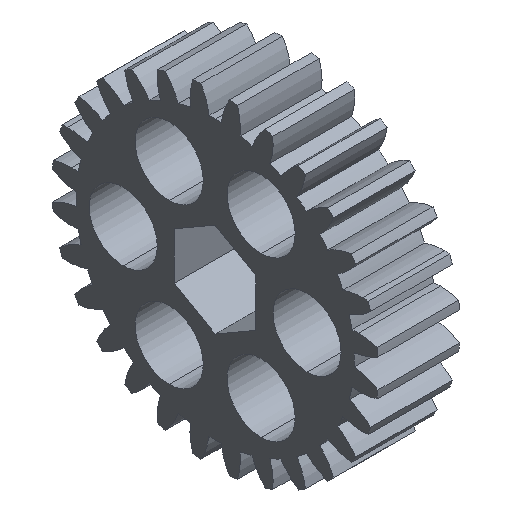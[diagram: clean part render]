
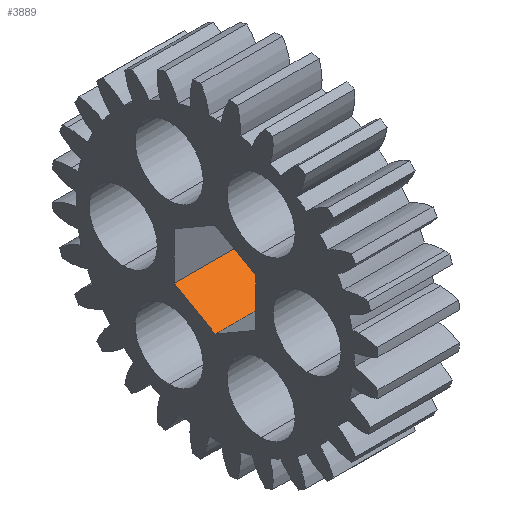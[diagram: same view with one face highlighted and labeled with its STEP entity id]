
A CAD part, isometric view. The second image highlights one B-rep face of the part: STEP entity #3889.
In plain terms, the highlighted planar face has unit normal (0, -0.5, 0.866).
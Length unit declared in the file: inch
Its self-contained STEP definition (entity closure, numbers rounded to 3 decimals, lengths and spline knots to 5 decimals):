
#58 = VECTOR ( 'NONE', #411, 39.37008 ) ;
#103 = EDGE_CURVE ( 'NONE', #2826, #4650, #4197, .T. ) ;
#305 = VERTEX_POINT ( 'NONE', #554 ) ;
#343 = ORIENTED_EDGE ( 'NONE', *, *, #1894, .T. ) ;
#411 = DIRECTION ( 'NONE',  ( 0., 0.866, 0.5 ) ) ;
#461 = LINE ( 'NONE', #4774, #4496 ) ;
#478 = DIRECTION ( 'NONE',  ( 1., 0., 0. ) ) ;
#497 = EDGE_LOOP ( 'NONE', ( #4554, #343, #602, #2785 ) ) ;
#554 = CARTESIAN_POINT ( 'NONE',  ( -1.27252, 0.48572, 0.5717 ) ) ;
#602 = ORIENTED_EDGE ( 'NONE', *, *, #2553, .F. ) ;
#711 = CARTESIAN_POINT ( 'NONE',  ( -1.67252, 0.29822, 0.46345 ) ) ;
#755 = DIRECTION ( 'NONE',  ( 0., 0.866, 0.5 ) ) ;
#1021 = AXIS2_PLACEMENT_3D ( 'NONE', #711, #3044, #755 ) ;
#1170 = FACE_OUTER_BOUND ( 'NONE', #497, .T. ) ;
#1427 = DIRECTION ( 'NONE',  ( 1., 0., 0. ) ) ;
#1453 = LINE ( 'NONE', #2046, #3233 ) ;
#1894 = EDGE_CURVE ( 'NONE', #3349, #305, #3960, .T. ) ;
#1923 = PLANE ( 'NONE',  #1021 ) ;
#2046 = CARTESIAN_POINT ( 'NONE',  ( -1.67252, 0.48572, 0.5717 ) ) ;
#2168 = DIRECTION ( 'NONE',  ( 0., 0.866, 0.5 ) ) ;
#2236 = EDGE_CURVE ( 'NONE', #2826, #3349, #461, .T. ) ;
#2456 = CARTESIAN_POINT ( 'NONE',  ( -1.67252, 0.29822, 0.46345 ) ) ;
#2553 = EDGE_CURVE ( 'NONE', #4650, #305, #1453, .T. ) ;
#2785 = ORIENTED_EDGE ( 'NONE', *, *, #103, .F. ) ;
#2826 = VERTEX_POINT ( 'NONE', #3067 ) ;
#3044 = DIRECTION ( 'NONE',  ( 0., 0.5, -0.866 ) ) ;
#3067 = CARTESIAN_POINT ( 'NONE',  ( -1.67252, 0.29822, 0.46345 ) ) ;
#3115 = CARTESIAN_POINT ( 'NONE',  ( -1.27252, 0.29822, 0.46345 ) ) ;
#3233 = VECTOR ( 'NONE', #478, 39.37008 ) ;
#3349 = VERTEX_POINT ( 'NONE', #3415 ) ;
#3415 = CARTESIAN_POINT ( 'NONE',  ( -1.27252, 0.29822, 0.46345 ) ) ;
#3889 = ADVANCED_FACE ( 'NONE', ( #1170 ), #1923, .F. ) ;
#3960 = LINE ( 'NONE', #3115, #58 ) ;
#4087 = VECTOR ( 'NONE', #2168, 39.37008 ) ;
#4151 = CARTESIAN_POINT ( 'NONE',  ( -1.67252, 0.48572, 0.5717 ) ) ;
#4197 = LINE ( 'NONE', #2456, #4087 ) ;
#4496 = VECTOR ( 'NONE', #1427, 39.37008 ) ;
#4554 = ORIENTED_EDGE ( 'NONE', *, *, #2236, .T. ) ;
#4650 = VERTEX_POINT ( 'NONE', #4151 ) ;
#4774 = CARTESIAN_POINT ( 'NONE',  ( -1.67252, 0.29822, 0.46345 ) ) ;
